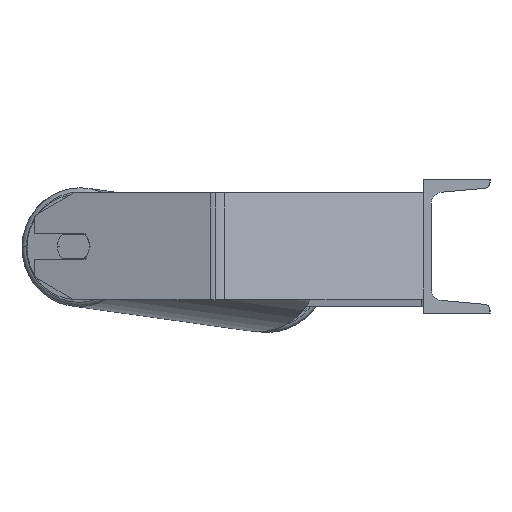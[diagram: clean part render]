
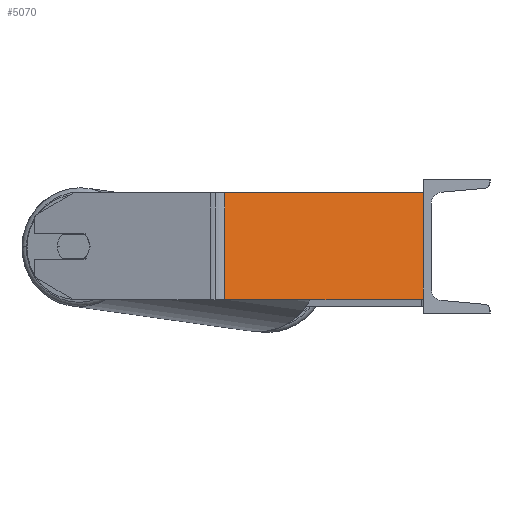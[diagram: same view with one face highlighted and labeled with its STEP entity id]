
A CAD part, left-side view. The second image highlights one B-rep face of the part: STEP entity #5070.
In plain terms, the highlighted planar face has unit normal (-0.906, -0.423, 0).
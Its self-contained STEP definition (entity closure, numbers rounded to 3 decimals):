
#58 = DIRECTION ( 'NONE',  ( 0.423, -0.906, 0. ) ) ;
#195 = CARTESIAN_POINT ( 'NONE',  ( -854.256, 148.521, 40. ) ) ;
#687 = LINE ( 'NONE', #5822, #7745 ) ;
#1316 = DIRECTION ( 'NONE',  ( 0., 0., -1. ) ) ;
#1371 = VERTEX_POINT ( 'NONE', #195 ) ;
#1513 = AXIS2_PLACEMENT_3D ( 'NONE', #5032, #7870, #8604 ) ;
#2347 = FACE_OUTER_BOUND ( 'NONE', #6717, .T. ) ;
#2591 = VERTEX_POINT ( 'NONE', #6946 ) ;
#2604 = EDGE_CURVE ( 'NONE', #5557, #2591, #7091, .T. ) ;
#2650 = ORIENTED_EDGE ( 'NONE', *, *, #4456, .T. ) ;
#3090 = CARTESIAN_POINT ( 'NONE',  ( -854.256, 148.521, -40. ) ) ;
#3186 = ORIENTED_EDGE ( 'NONE', *, *, #7175, .F. ) ;
#3208 = LINE ( 'NONE', #7497, #4723 ) ;
#3584 = LINE ( 'NONE', #4301, #8521 ) ;
#3721 = ORIENTED_EDGE ( 'NONE', *, *, #7508, .T. ) ;
#3801 = PLANE ( 'NONE',  #1513 ) ;
#4186 = VECTOR ( 'NONE', #1316, 1000. ) ;
#4301 = CARTESIAN_POINT ( 'NONE',  ( -856.718, 153.799, 40. ) ) ;
#4456 = EDGE_CURVE ( 'NONE', #5639, #2591, #687, .T. ) ;
#4723 = VECTOR ( 'NONE', #6682, 1000. ) ;
#4860 = CARTESIAN_POINT ( 'NONE',  ( -785., 0., 40. ) ) ;
#4985 = CARTESIAN_POINT ( 'NONE',  ( -785., 0., 40. ) ) ;
#5032 = CARTESIAN_POINT ( 'NONE',  ( -856.718, 153.799, 40. ) ) ;
#5070 = ADVANCED_FACE ( 'NONE', ( #2347 ), #3801, .F. ) ;
#5557 = VERTEX_POINT ( 'NONE', #4985 ) ;
#5639 = VERTEX_POINT ( 'NONE', #3090 ) ;
#5822 = CARTESIAN_POINT ( 'NONE',  ( -856.718, 153.799, -40. ) ) ;
#6586 = ORIENTED_EDGE ( 'NONE', *, *, #2604, .F. ) ;
#6682 = DIRECTION ( 'NONE',  ( 0., 0., -1. ) ) ;
#6717 = EDGE_LOOP ( 'NONE', ( #2650, #6586, #3186, #3721 ) ) ;
#6946 = CARTESIAN_POINT ( 'NONE',  ( -785., 0., -40. ) ) ;
#7091 = LINE ( 'NONE', #4860, #4186 ) ;
#7175 = EDGE_CURVE ( 'NONE', #1371, #5557, #3584, .T. ) ;
#7497 = CARTESIAN_POINT ( 'NONE',  ( -854.256, 148.521, 40. ) ) ;
#7508 = EDGE_CURVE ( 'NONE', #1371, #5639, #3208, .T. ) ;
#7745 = VECTOR ( 'NONE', #58, 1000. ) ;
#7755 = DIRECTION ( 'NONE',  ( 0.423, -0.906, 0. ) ) ;
#7870 = DIRECTION ( 'NONE',  ( 0.906, 0.423, 0. ) ) ;
#8521 = VECTOR ( 'NONE', #7755, 1000. ) ;
#8604 = DIRECTION ( 'NONE',  ( -0.423, 0.906, 0. ) ) ;
